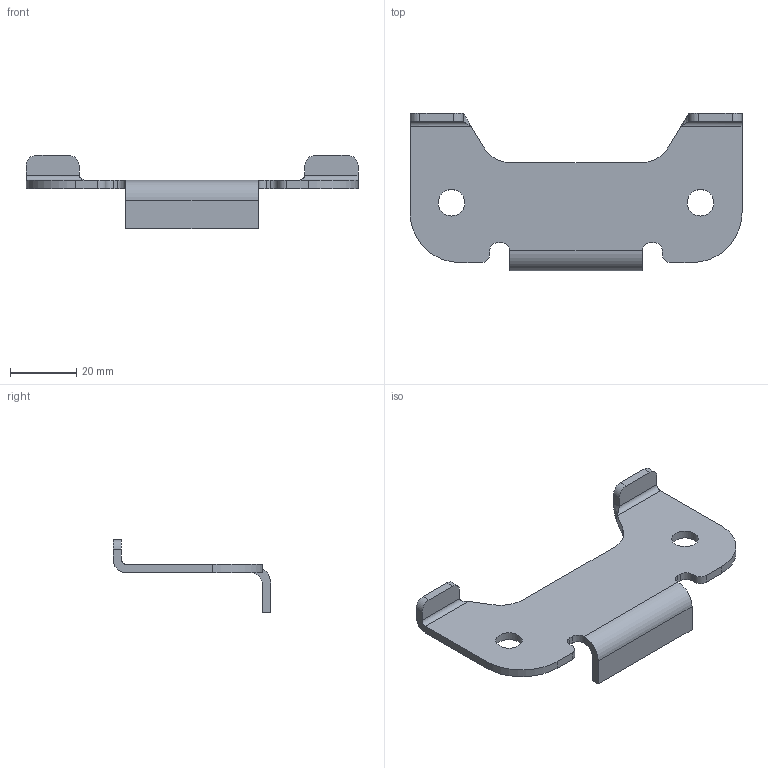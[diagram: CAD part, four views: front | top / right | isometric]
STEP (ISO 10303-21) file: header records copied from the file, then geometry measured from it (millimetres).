
FILE_DESCRIPTION(/* description */ (''),/* implementation_level */ '2;1');
FILE_NAME(/* name */ 'Sheet Metal Bracket v1.step',/* time_stamp */ '2022-02-23T20:28:58-07:00',/* author */ (''),/* organization */ (''),/* preprocessor_version */ 'ST-DEVELOPER v18.1',/* originating_system */ 'Autodesk Translation Framework v10.13.0.1454',/* authorisation */ '');
FILE_SCHEMA (('AUTOMOTIVE_DESIGN { 1 0 10303 214 3 1 1 }'));
Length unit declared in the file: millimetre
Products named in the file (1): Sheet Metal Bracket
Bounding box: 100 x 47.5 x 22 mm (x, y, z)
Volume: 10124.9 mm3; surface area: 9112.6 mm2
Topology: 1 solids, 1 shells, 50 faces, 132 edges, 84 vertices
Faces by surface type: plane 26, cylinder 22, bspline 2
Full cylindrical faces by diameter (mm): 8 x2
Entity records: 1760 total; most frequent: CARTESIAN_POINT 460, DIRECTION 266, ORIENTED_EDGE 264, EDGE_CURVE 132, AXIS2_PLACEMENT_3D 89, LINE 88, VECTOR 88, VERTEX_POINT 84
